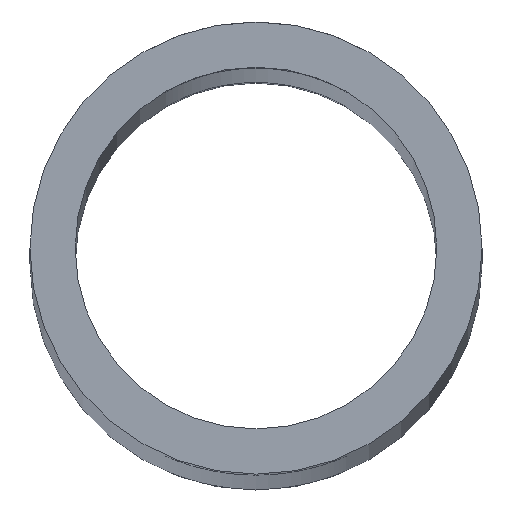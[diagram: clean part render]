
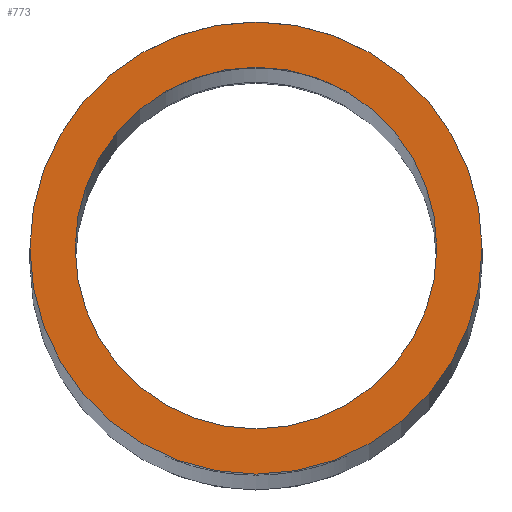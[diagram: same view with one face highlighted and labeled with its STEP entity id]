
A CAD part, top view. The second image highlights one B-rep face of the part: STEP entity #773.
In plain terms, the highlighted planar face has unit normal (0, 0, 1).
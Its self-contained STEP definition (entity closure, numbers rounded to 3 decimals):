
#5 = EDGE_LOOP ( 'NONE', ( #152, #179 ) ) ;
#20 = PLANE ( 'NONE',  #527 ) ;
#28 = FACE_BOUND ( 'NONE', #5, .T. ) ;
#105 = CIRCLE ( 'NONE', #771, 5. ) ;
#110 = EDGE_CURVE ( 'NONE', #479, #534, #105, .T. ) ;
#111 = DIRECTION ( 'NONE',  ( 0., 0., 1. ) ) ;
#152 = ORIENTED_EDGE ( 'NONE', *, *, #498, .F. ) ;
#171 = DIRECTION ( 'NONE',  ( 0., 0., 1. ) ) ;
#173 = AXIS2_PLACEMENT_3D ( 'NONE', #545, #111, #843 ) ;
#179 = ORIENTED_EDGE ( 'NONE', *, *, #242, .F. ) ;
#237 = CIRCLE ( 'NONE', #173, 4. ) ;
#242 = EDGE_CURVE ( 'NONE', #699, #749, #955, .T. ) ;
#243 = EDGE_LOOP ( 'NONE', ( #627, #837 ) ) ;
#275 = DIRECTION ( 'NONE',  ( 1., 0., 0. ) ) ;
#277 = DIRECTION ( 'NONE',  ( 1., 0., 0. ) ) ;
#321 = DIRECTION ( 'NONE',  ( 1., 0., 0. ) ) ;
#351 = DIRECTION ( 'NONE',  ( 1., 0., 0. ) ) ;
#356 = AXIS2_PLACEMENT_3D ( 'NONE', #468, #411, #275 ) ;
#400 = CARTESIAN_POINT ( 'NONE',  ( -4., 0., 100.5 ) ) ;
#410 = CARTESIAN_POINT ( 'NONE',  ( 5., 0., 100.5 ) ) ;
#411 = DIRECTION ( 'NONE',  ( 0., 0., 1. ) ) ;
#427 = CARTESIAN_POINT ( 'NONE',  ( 0., 0., 100.5 ) ) ;
#434 = DIRECTION ( 'NONE',  ( 0., 0., 1. ) ) ;
#445 = CARTESIAN_POINT ( 'NONE',  ( 4., 0., 100.5 ) ) ;
#468 = CARTESIAN_POINT ( 'NONE',  ( 0., 0., 100.5 ) ) ;
#479 = VERTEX_POINT ( 'NONE', #410 ) ;
#498 = EDGE_CURVE ( 'NONE', #749, #699, #237, .T. ) ;
#527 = AXIS2_PLACEMENT_3D ( 'NONE', #838, #171, #321 ) ;
#534 = VERTEX_POINT ( 'NONE', #709 ) ;
#545 = CARTESIAN_POINT ( 'NONE',  ( 0., 0., 100.5 ) ) ;
#603 = AXIS2_PLACEMENT_3D ( 'NONE', #427, #434, #277 ) ;
#627 = ORIENTED_EDGE ( 'NONE', *, *, #924, .T. ) ;
#646 = CARTESIAN_POINT ( 'NONE',  ( 0., 0., 100.5 ) ) ;
#699 = VERTEX_POINT ( 'NONE', #445 ) ;
#709 = CARTESIAN_POINT ( 'NONE',  ( -5., 0., 100.5 ) ) ;
#749 = VERTEX_POINT ( 'NONE', #400 ) ;
#771 = AXIS2_PLACEMENT_3D ( 'NONE', #646, #797, #351 ) ;
#773 = ADVANCED_FACE ( 'NONE', ( #842, #28 ), #20, .T. ) ;
#797 = DIRECTION ( 'NONE',  ( 0., 0., 1. ) ) ;
#837 = ORIENTED_EDGE ( 'NONE', *, *, #110, .T. ) ;
#838 = CARTESIAN_POINT ( 'NONE',  ( 0., 0., 100.5 ) ) ;
#842 = FACE_OUTER_BOUND ( 'NONE', #243, .T. ) ;
#843 = DIRECTION ( 'NONE',  ( 1., 0., 0. ) ) ;
#896 = CIRCLE ( 'NONE', #603, 5. ) ;
#924 = EDGE_CURVE ( 'NONE', #534, #479, #896, .T. ) ;
#955 = CIRCLE ( 'NONE', #356, 4. ) ;
